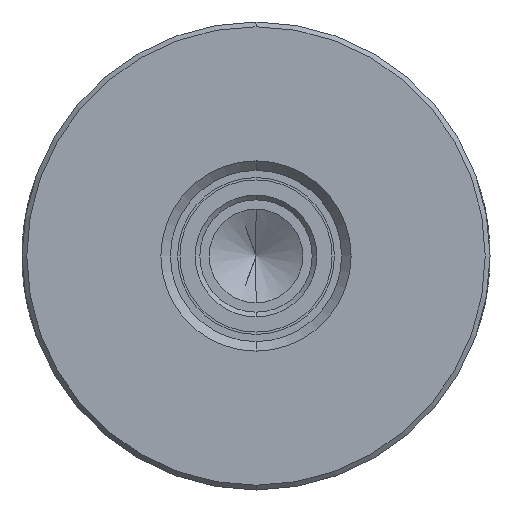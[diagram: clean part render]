
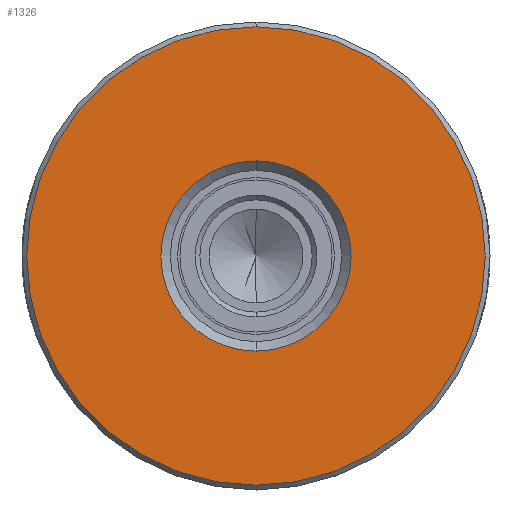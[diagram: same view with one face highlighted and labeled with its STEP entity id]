
A CAD part, front view. The second image highlights one B-rep face of the part: STEP entity #1326.
In plain terms, the highlighted planar face has unit normal (0, -1, 0).
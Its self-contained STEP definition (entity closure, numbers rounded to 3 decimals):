
#24 = EDGE_CURVE ( 'NONE', #489, #290, #435, .T. ) ;
#110 = CIRCLE ( 'NONE', #289, 5.08 ) ;
#125 = EDGE_CURVE ( 'NONE', #908, #885, #1344, .T. ) ;
#166 = EDGE_CURVE ( 'NONE', #885, #908, #284, .T. ) ;
#216 = DIRECTION ( 'NONE',  ( 0., 0., 1. ) ) ;
#219 = ORIENTED_EDGE ( 'NONE', *, *, #24, .F. ) ;
#234 = AXIS2_PLACEMENT_3D ( 'NONE', #536, #1512, #1017 ) ;
#278 = ORIENTED_EDGE ( 'NONE', *, *, #125, .T. ) ;
#284 = CIRCLE ( 'NONE', #336, 12.246 ) ;
#289 = AXIS2_PLACEMENT_3D ( 'NONE', #1431, #723, #1077 ) ;
#290 = VERTEX_POINT ( 'NONE', #919 ) ;
#336 = AXIS2_PLACEMENT_3D ( 'NONE', #655, #1493, #1367 ) ;
#421 = CARTESIAN_POINT ( 'NONE',  ( 0., 0., 0. ) ) ;
#435 = CIRCLE ( 'NONE', #920, 5.08 ) ;
#486 = DIRECTION ( 'NONE',  ( 0., 1., 0. ) ) ;
#489 = VERTEX_POINT ( 'NONE', #1211 ) ;
#499 = EDGE_LOOP ( 'NONE', ( #1238, #278 ) ) ;
#506 = CARTESIAN_POINT ( 'NONE',  ( 0., 0., -12.246 ) ) ;
#536 = CARTESIAN_POINT ( 'NONE',  ( 0., 0., 0. ) ) ;
#568 = AXIS2_PLACEMENT_3D ( 'NONE', #818, #486, #216 ) ;
#655 = CARTESIAN_POINT ( 'NONE',  ( 0., 0., 0. ) ) ;
#723 = DIRECTION ( 'NONE',  ( 0., -1., 0. ) ) ;
#777 = EDGE_CURVE ( 'NONE', #290, #489, #110, .T. ) ;
#779 = DIRECTION ( 'NONE',  ( 0., -1., 0. ) ) ;
#818 = CARTESIAN_POINT ( 'NONE',  ( 0., 0., 0. ) ) ;
#859 = ORIENTED_EDGE ( 'NONE', *, *, #777, .F. ) ;
#885 = VERTEX_POINT ( 'NONE', #1363 ) ;
#908 = VERTEX_POINT ( 'NONE', #506 ) ;
#919 = CARTESIAN_POINT ( 'NONE',  ( 0., 0., -5.08 ) ) ;
#920 = AXIS2_PLACEMENT_3D ( 'NONE', #421, #779, #1539 ) ;
#1017 = DIRECTION ( 'NONE',  ( 0., 0., 1. ) ) ;
#1077 = DIRECTION ( 'NONE',  ( 0., 0., -1. ) ) ;
#1189 = PLANE ( 'NONE',  #568 ) ;
#1207 = FACE_BOUND ( 'NONE', #1466, .T. ) ;
#1211 = CARTESIAN_POINT ( 'NONE',  ( 0., 0., 5.08 ) ) ;
#1238 = ORIENTED_EDGE ( 'NONE', *, *, #166, .T. ) ;
#1306 = FACE_OUTER_BOUND ( 'NONE', #499, .T. ) ;
#1326 = ADVANCED_FACE ( 'NONE', ( #1207, #1306 ), #1189, .F. ) ;
#1344 = CIRCLE ( 'NONE', #234, 12.246 ) ;
#1363 = CARTESIAN_POINT ( 'NONE',  ( 0., 0., 12.246 ) ) ;
#1367 = DIRECTION ( 'NONE',  ( 0., 0., 1. ) ) ;
#1431 = CARTESIAN_POINT ( 'NONE',  ( 0., 0., 0. ) ) ;
#1466 = EDGE_LOOP ( 'NONE', ( #859, #219 ) ) ;
#1493 = DIRECTION ( 'NONE',  ( 0., -1., 0. ) ) ;
#1512 = DIRECTION ( 'NONE',  ( 0., -1., 0. ) ) ;
#1539 = DIRECTION ( 'NONE',  ( 0., 0., -1. ) ) ;
